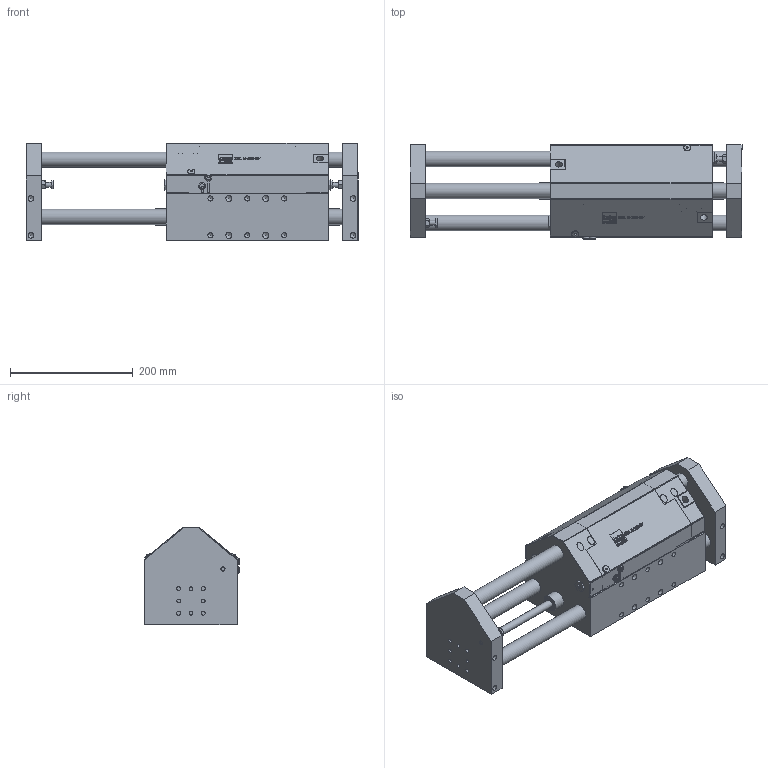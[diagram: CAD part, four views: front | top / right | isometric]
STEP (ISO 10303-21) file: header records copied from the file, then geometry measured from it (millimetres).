
FILE_DESCRIPTION((''),'2;1');
FILE_NAME('MSL5-180-3F.stp','2012-10-01T14:42:50',('hartung_david'),(''),'Autodesk Inventor 2012','Autodesk Inventor 2012','');
FILE_SCHEMA(('AUTOMOTIVE_DESIGN { 1 0 10303 214 1 1 1 1 }'));
Length unit declared in the file: millimetre
Products named in the file (3): MSL5-180-3F; MSL5-180-3F-010; MSL5-180-3F-020
Assembly tree (2 placements, depth 2):
  MSL5-180-3F
    MSL5-180-3F-010
    MSL5-180-3F-020
Bounding box: 540 x 153.52 x 159 mm (x, y, z)
Volume: 6615100.5 mm3; surface area: 667706.9 mm2
Topology: 2 solids, 43 shells, 1185 faces, 3015 edges, 1985 vertices
Faces by surface type: plane 596, bspline 264, cylinder 209, cone 112, torus 4
Full cylindrical faces by diameter (mm): 3.242 x2, 3.7 x2, 4 x2, 4.917 x2, 6 x4, 6.5 x2, 6.6 x4, 6.917 x4, 7 x2, 8 x4, 8.376 x18, 8.5 x2, 8.8 x2, 8.917 x12, 9.5 x2, 10 x16, 10.8 x2, 11 x18, 11.4 x2, 11.445 x2, 11.5 x2, 12 x6, 13.6 x2, 14 x2, 15 x2, 17.4 x2, 18 x2, 19 x4, 20 x2, 23.376 x2
Entity records: 36961 total; most frequent: CARTESIAN_POINT 10098, ORIENTED_EDGE 5322, DIRECTION 4397, EDGE_CURVE 2661, VERTEX_POINT 1876, EDGE_LOOP 1619, VECTOR 1559, LINE 1559
